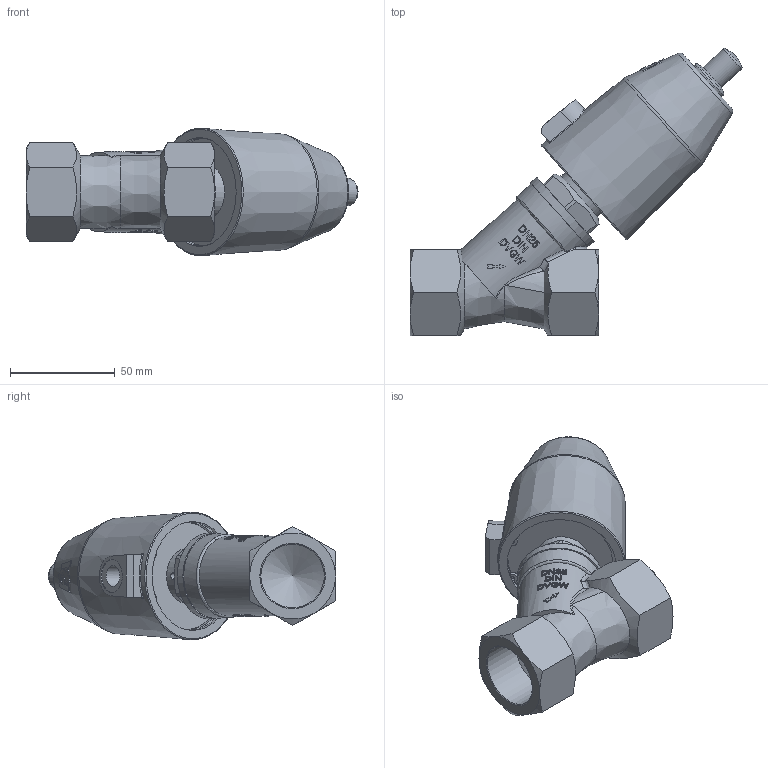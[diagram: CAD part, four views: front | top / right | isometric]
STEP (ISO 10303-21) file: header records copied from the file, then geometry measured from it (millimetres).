
FILE_DESCRIPTION(/* description */ ('Druckgest. Ventil G1" Ms. DG2D1221025/OS'),/* implementation_level */ '2;1');
FILE_NAME(/* name */ 'DG2D1221025_OS.stp',/* time_stamp */ '2022-01-27T07:38:10+01:00',/* author */ ('hois'),/* organization */ (''),/* preprocessor_version */ 'ST-DEVELOPER v18.1',/* originating_system */ 'Autodesk Inventor 2020',/* authorisation */ '');
FILE_SCHEMA (('AUTOMOTIVE_DESIGN { 1 0 10303 214 3 1 1 }'));
Length unit declared in the file: millimetre
Products named in the file (6): DG2D1221025/OS; GGS0025.19.0031-GM; SZY0500.17.0142; DIN0472-56x2; ETG0025.09.0093; VST1415.08.0023
Assembly tree (5 placements, depth 2):
  DG2D1221025/OS
    GGS0025.19.0031-GM
    SZY0500.17.0142
    DIN0472-56x2
    ETG0025.09.0093
    VST1415.08.0023
Bounding box: 158.47 x 137.05 x 60.94 mm (x, y, z)
Volume: 187793.3 mm3; surface area: 70217.6 mm2
Topology: 5 solids, 5 shells, 434 faces, 1210 edges, 820 vertices
Faces by surface type: plane 226, bspline 99, cylinder 67, cone 32, torus 9, sphere 1
Full cylindrical faces by diameter (mm): 1.5 x1, 2.5 x2, 3 x1, 8.7 x1, 9.8 x1, 12 x3, 12.376 x1, 13 x1, 14 x1, 16 x1, 20 x1, 26 x1, 30.29 x1, 30.291 x3, 33.25 x1, 34 x1, 40 x1, 41 x1, 50 x1, 51 x1, 52 x3, 55.5 x1
Entity records: 18184 total; most frequent: CARTESIAN_POINT 7181, ORIENTED_EDGE 2414, DIRECTION 2086, EDGE_CURVE 1207, AXIS2_PLACEMENT_3D 831, VERTEX_POINT 820, EDGE_LOOP 485, FACE_OUTER_BOUND 434
